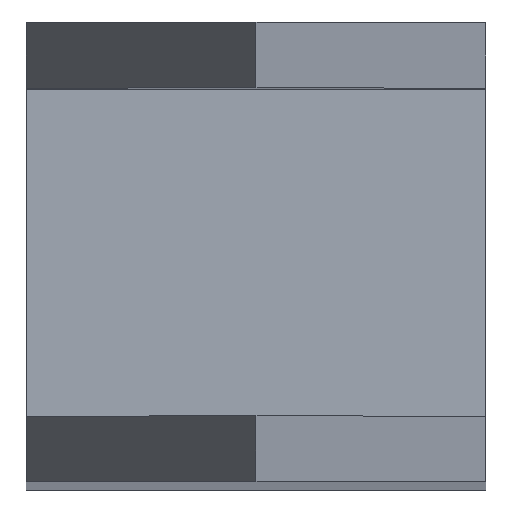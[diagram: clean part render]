
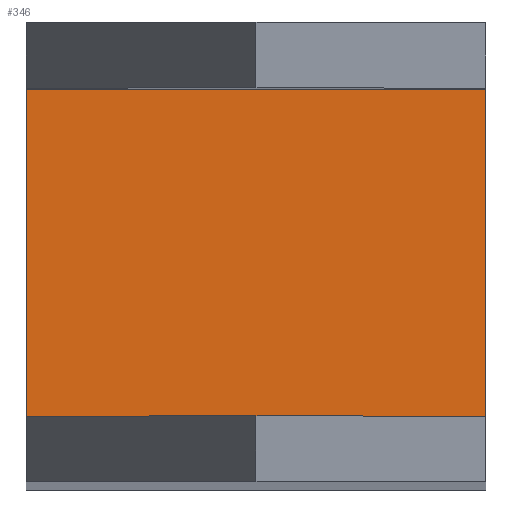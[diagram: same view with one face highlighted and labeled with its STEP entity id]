
A CAD part, top view. The second image highlights one B-rep face of the part: STEP entity #346.
In plain terms, the highlighted planar face has unit normal (0, 0, 1).
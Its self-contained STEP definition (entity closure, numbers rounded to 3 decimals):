
#33 = LINE ( 'NONE', #232, #257 ) ;
#40 = CARTESIAN_POINT ( 'NONE',  ( 21., 67.5, 70. ) ) ;
#47 = CARTESIAN_POINT ( 'NONE',  ( 0., 0., 70. ) ) ;
#52 = EDGE_LOOP ( 'NONE', ( #431, #291, #57, #142 ) ) ;
#57 = ORIENTED_EDGE ( 'NONE', *, *, #396, .T. ) ;
#67 = LINE ( 'NONE', #372, #171 ) ;
#81 = PLANE ( 'NONE',  #152 ) ;
#84 = VECTOR ( 'NONE', #432, 1000. ) ;
#99 = DIRECTION ( 'NONE',  ( -1., 0., 0. ) ) ;
#115 = VERTEX_POINT ( 'NONE', #296 ) ;
#142 = ORIENTED_EDGE ( 'NONE', *, *, #173, .F. ) ;
#152 = AXIS2_PLACEMENT_3D ( 'NONE', #47, #172, #305 ) ;
#158 = CARTESIAN_POINT ( 'NONE',  ( 14., 67.5, 70. ) ) ;
#171 = VECTOR ( 'NONE', #332, 1000. ) ;
#172 = DIRECTION ( 'NONE',  ( 0., 0., 1. ) ) ;
#173 = EDGE_CURVE ( 'NONE', #115, #325, #33, .T. ) ;
#181 = VECTOR ( 'NONE', #334, 1000. ) ;
#232 = CARTESIAN_POINT ( 'NONE',  ( 14., 62.5, 70. ) ) ;
#235 = EDGE_CURVE ( 'NONE', #293, #358, #67, .T. ) ;
#240 = CARTESIAN_POINT ( 'NONE',  ( 14., 68.5, 70. ) ) ;
#253 = EDGE_CURVE ( 'NONE', #115, #358, #292, .T. ) ;
#257 = VECTOR ( 'NONE', #99, 1000. ) ;
#291 = ORIENTED_EDGE ( 'NONE', *, *, #235, .F. ) ;
#292 = LINE ( 'NONE', #359, #84 ) ;
#293 = VERTEX_POINT ( 'NONE', #158 ) ;
#296 = CARTESIAN_POINT ( 'NONE',  ( 21., 62.5, 70. ) ) ;
#300 = FACE_OUTER_BOUND ( 'NONE', #52, .T. ) ;
#305 = DIRECTION ( 'NONE',  ( 1., 0., 0. ) ) ;
#325 = VERTEX_POINT ( 'NONE', #409 ) ;
#332 = DIRECTION ( 'NONE',  ( 1., 0., 0. ) ) ;
#334 = DIRECTION ( 'NONE',  ( 0., -1., 0. ) ) ;
#346 = ADVANCED_FACE ( 'NONE', ( #300 ), #81, .T. ) ;
#358 = VERTEX_POINT ( 'NONE', #40 ) ;
#359 = CARTESIAN_POINT ( 'NONE',  ( 21., 68.5, 70. ) ) ;
#372 = CARTESIAN_POINT ( 'NONE',  ( 14., 67.5, 70. ) ) ;
#396 = EDGE_CURVE ( 'NONE', #293, #325, #416, .T. ) ;
#409 = CARTESIAN_POINT ( 'NONE',  ( 14., 62.5, 70. ) ) ;
#416 = LINE ( 'NONE', #240, #181 ) ;
#431 = ORIENTED_EDGE ( 'NONE', *, *, #253, .T. ) ;
#432 = DIRECTION ( 'NONE',  ( 0., 1., 0. ) ) ;
